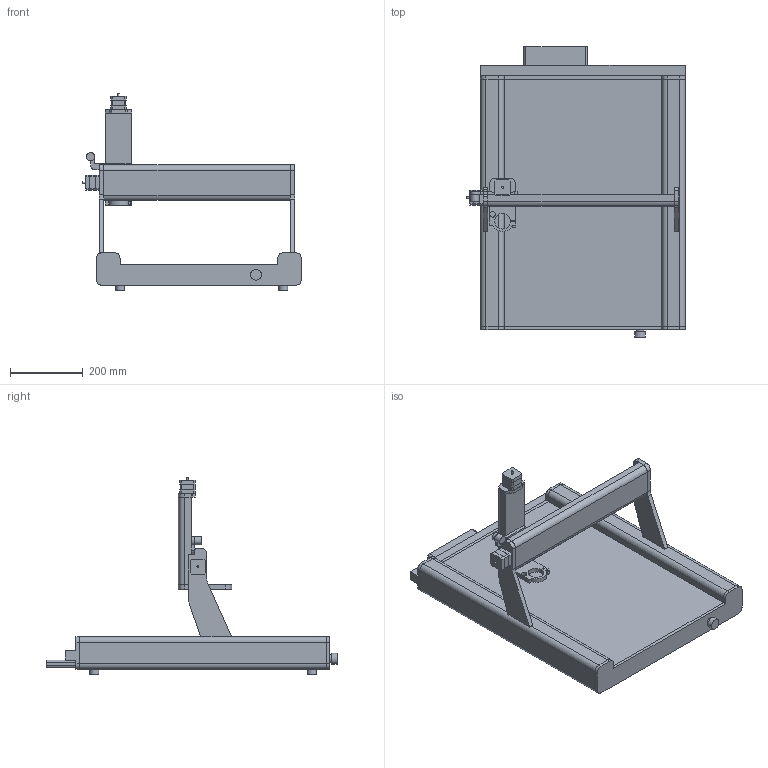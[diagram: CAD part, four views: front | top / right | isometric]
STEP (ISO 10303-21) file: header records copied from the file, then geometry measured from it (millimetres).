
FILE_DESCRIPTION(/* description */ (''),/* implementation_level */ '2;1');
FILE_NAME(/* name */ 'Steppi 600 rough v11.step',/* time_stamp */ '2020-09-28T20:48:43+02:00',/* author */ (''),/* organization */ (''),/* preprocessor_version */ 'ST-DEVELOPER v18.1',/* originating_system */ 'Autodesk Translation Framework v9.3.0.1241',/* authorisation */ '');
FILE_SCHEMA (('AUTOMOTIVE_DESIGN { 1 0 10303 214 3 1 1 }'));
Length unit declared in the file: millimetre
Products named in the file (6): Steppi 600 rough; base; gantry; spindle holder; simple stepper 42 mm; Gantry plate
Assembly tree (6 placements, depth 3):
  Steppi 600 rough
    base
    gantry
      simple stepper 42 mm
    spindle holder
      simple stepper 42 mm
    Gantry plate
Bounding box: 603 x 800 x 544.73 mm (x, y, z)
Volume: 29317152 mm3; surface area: 1597667.4 mm2
Topology: 27 solids, 27 shells, 257 faces, 603 edges, 402 vertices
Faces by surface type: plane 194, cylinder 62, torus 1
Full cylindrical faces by diameter (mm): 5 x8, 6 x1, 9.8 x1, 15 x1, 22 x1, 23 x1, 25 x4, 30 x1
Entity records: 6526 total; most frequent: DIRECTION 1104, CARTESIAN_POINT 1098, ORIENTED_EDGE 1038, EDGE_CURVE 519, LINE 400, VECTOR 400, AXIS2_PLACEMENT_3D 352, VERTEX_POINT 346
